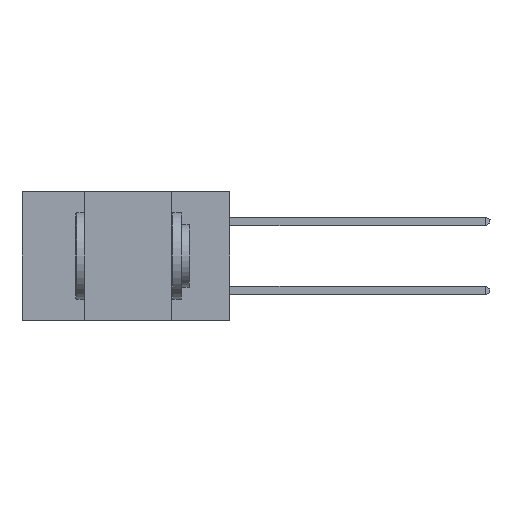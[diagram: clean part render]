
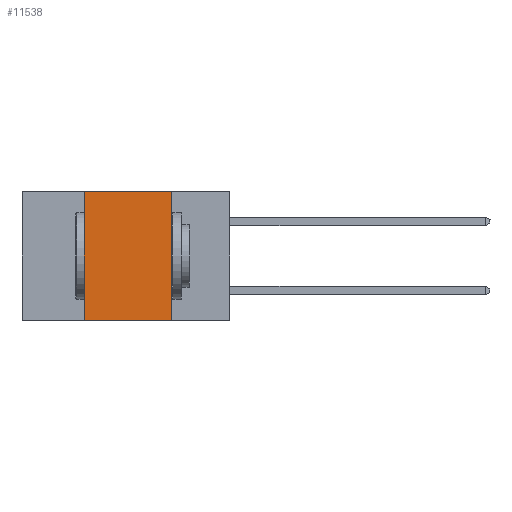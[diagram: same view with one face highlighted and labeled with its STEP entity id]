
A CAD part, left-side view. The second image highlights one B-rep face of the part: STEP entity #11538.
In plain terms, the highlighted planar face has unit normal (-1, 0, 0).
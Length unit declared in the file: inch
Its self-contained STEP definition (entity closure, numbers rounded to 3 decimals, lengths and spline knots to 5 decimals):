
#151 = VERTEX_POINT ( 'NONE', #11003 ) ;
#1376 = ORIENTED_EDGE ( 'NONE', *, *, #6427, .F. ) ;
#1510 = DIRECTION ( 'NONE',  ( 0., 0., -1. ) ) ;
#2016 = ORIENTED_EDGE ( 'NONE', *, *, #6666, .T. ) ;
#2454 = VERTEX_POINT ( 'NONE', #11183 ) ;
#2506 = LINE ( 'NONE', #11348, #11321 ) ;
#2530 = PLANE ( 'NONE',  #13661 ) ;
#2867 = CARTESIAN_POINT ( 'NONE',  ( 0., 0.17, -0.37 ) ) ;
#3736 = DIRECTION ( 'NONE',  ( 0., 0., -1. ) ) ;
#4715 = CARTESIAN_POINT ( 'NONE',  ( 0., 0.42, -0.37 ) ) ;
#5013 = LINE ( 'NONE', #8916, #14207 ) ;
#6427 = EDGE_CURVE ( 'NONE', #12650, #13611, #12330, .T. ) ;
#6666 = EDGE_CURVE ( 'NONE', #12650, #2454, #2506, .T. ) ;
#7109 = DIRECTION ( 'NONE',  ( 0., -1., 0. ) ) ;
#7680 = DIRECTION ( 'NONE',  ( 0., -1., 0. ) ) ;
#7957 = ORIENTED_EDGE ( 'NONE', *, *, #10544, .F. ) ;
#8027 = VECTOR ( 'NONE', #1510, 39.37008 ) ;
#8916 = CARTESIAN_POINT ( 'NONE',  ( 0., 0.6, 0. ) ) ;
#10422 = DIRECTION ( 'NONE',  ( 1., 0., 0. ) ) ;
#10544 = EDGE_CURVE ( 'NONE', #13611, #151, #5013, .T. ) ;
#11003 = CARTESIAN_POINT ( 'NONE',  ( 0., 0.17, 0. ) ) ;
#11063 = EDGE_LOOP ( 'NONE', ( #16680, #7957, #1376, #2016 ) ) ;
#11183 = CARTESIAN_POINT ( 'NONE',  ( 0., 0.17, -0.37 ) ) ;
#11321 = VECTOR ( 'NONE', #7680, 39.37008 ) ;
#11348 = CARTESIAN_POINT ( 'NONE',  ( 0., 0.6, -0.37 ) ) ;
#11538 = ADVANCED_FACE ( 'NONE', ( #14355 ), #2530, .F. ) ;
#11619 = CARTESIAN_POINT ( 'NONE',  ( 0., 0.6, 0. ) ) ;
#12115 = CARTESIAN_POINT ( 'NONE',  ( 0., 0.42, -0.37 ) ) ;
#12330 = LINE ( 'NONE', #4715, #15922 ) ;
#12650 = VERTEX_POINT ( 'NONE', #12115 ) ;
#13145 = LINE ( 'NONE', #2867, #8027 ) ;
#13611 = VERTEX_POINT ( 'NONE', #16595 ) ;
#13661 = AXIS2_PLACEMENT_3D ( 'NONE', #11619, #10422, #3736 ) ;
#14207 = VECTOR ( 'NONE', #7109, 39.37008 ) ;
#14355 = FACE_OUTER_BOUND ( 'NONE', #11063, .T. ) ;
#14444 = EDGE_CURVE ( 'NONE', #151, #2454, #13145, .T. ) ;
#15922 = VECTOR ( 'NONE', #16321, 39.37008 ) ;
#16321 = DIRECTION ( 'NONE',  ( 0., 0., 1. ) ) ;
#16595 = CARTESIAN_POINT ( 'NONE',  ( 0., 0.42, 0. ) ) ;
#16680 = ORIENTED_EDGE ( 'NONE', *, *, #14444, .F. ) ;
